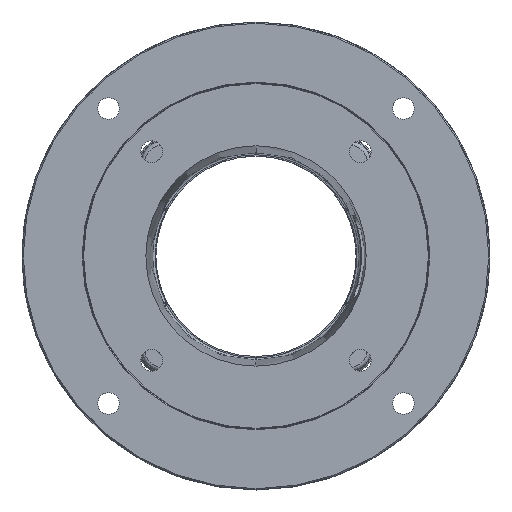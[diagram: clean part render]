
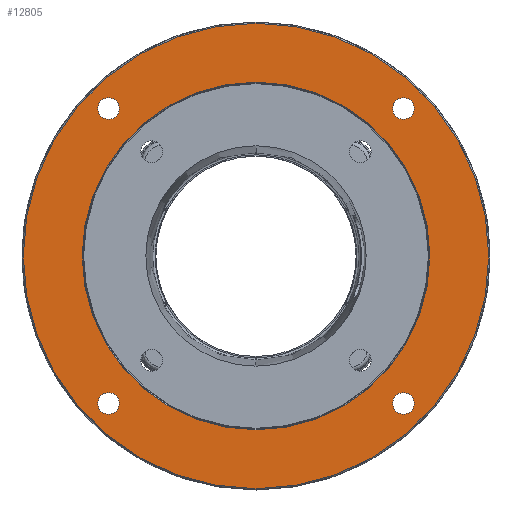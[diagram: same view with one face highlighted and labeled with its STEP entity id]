
A CAD part, top view. The second image highlights one B-rep face of the part: STEP entity #12805.
In plain terms, the highlighted planar face has unit normal (0, 0, 1).
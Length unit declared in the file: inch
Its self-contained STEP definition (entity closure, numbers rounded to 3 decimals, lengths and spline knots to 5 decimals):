
#35=CARTESIAN_POINT('',(0.,0.,-0.08));
#36=DIRECTION('',(0.,0.,1.));
#37=DIRECTION('',(0.,1.,0.));
#38=AXIS2_PLACEMENT_3D('',#35,#36,#37);
#44=CARTESIAN_POINT('',(0.,0.,-0.08));
#45=DIRECTION('',(0.,0.,-1.));
#46=DIRECTION('',(0.,1.,0.));
#47=AXIS2_PLACEMENT_3D('',#44,#45,#46);
#781=CARTESIAN_POINT('',(-3.62392,3.62392,-0.08));
#782=DIRECTION('',(0.,0.,-1.));
#783=DIRECTION('',(-0.707,0.707,0.));
#784=AXIS2_PLACEMENT_3D('',#781,#782,#783);
#786=CARTESIAN_POINT('',(-3.62392,3.62392,-0.08));
#787=DIRECTION('',(0.,0.,-1.));
#788=DIRECTION('',(0.707,-0.707,0.));
#789=AXIS2_PLACEMENT_3D('',#786,#787,#788);
#791=CARTESIAN_POINT('',(-3.62392,-3.62392,-0.08));
#792=DIRECTION('',(0.,0.,-1.));
#793=DIRECTION('',(-0.707,-0.707,0.));
#794=AXIS2_PLACEMENT_3D('',#791,#792,#793);
#796=CARTESIAN_POINT('',(-3.62392,-3.62392,-0.08));
#797=DIRECTION('',(0.,0.,-1.));
#798=DIRECTION('',(0.707,0.707,0.));
#799=AXIS2_PLACEMENT_3D('',#796,#797,#798);
#801=CARTESIAN_POINT('',(3.62392,-3.62392,-0.08));
#802=DIRECTION('',(0.,0.,-1.));
#803=DIRECTION('',(0.707,-0.707,0.));
#804=AXIS2_PLACEMENT_3D('',#801,#802,#803);
#806=CARTESIAN_POINT('',(3.62392,-3.62392,-0.08));
#807=DIRECTION('',(0.,0.,-1.));
#808=DIRECTION('',(-0.707,0.707,0.));
#809=AXIS2_PLACEMENT_3D('',#806,#807,#808);
#811=CARTESIAN_POINT('',(3.62392,3.62392,-0.08));
#812=DIRECTION('',(0.,0.,-1.));
#813=DIRECTION('',(0.707,0.707,0.));
#814=AXIS2_PLACEMENT_3D('',#811,#812,#813);
#816=CARTESIAN_POINT('',(3.62392,3.62392,-0.08));
#817=DIRECTION('',(0.,0.,-1.));
#818=DIRECTION('',(-0.707,-0.707,0.));
#819=AXIS2_PLACEMENT_3D('',#816,#817,#818);
#821=CARTESIAN_POINT('',(0.,0.,-0.08));
#822=DIRECTION('',(0.,0.,1.));
#823=DIRECTION('',(0.,1.,0.));
#824=AXIS2_PLACEMENT_3D('',#821,#822,#823);
#826=CARTESIAN_POINT('',(0.,0.,-0.08));
#827=DIRECTION('',(0.,0.,1.));
#828=DIRECTION('',(0.,-1.,0.));
#829=AXIS2_PLACEMENT_3D('',#826,#827,#828);
#11382=CARTESIAN_POINT('',(0.,5.72,-0.08));
#11383=CARTESIAN_POINT('',(0.,-5.72,-0.08));
#11384=VERTEX_POINT('',#11382);
#11385=VERTEX_POINT('',#11383);
#11406=CARTESIAN_POINT('',(-3.81131,3.81131,-0.08));
#11407=CARTESIAN_POINT('',(-3.43654,3.43654,-0.08));
#11408=VERTEX_POINT('',#11406);
#11409=VERTEX_POINT('',#11407);
#11450=CARTESIAN_POINT('',(-3.81131,-3.81131,-0.08));
#11451=CARTESIAN_POINT('',(-3.43654,-3.43654,-0.08));
#11452=VERTEX_POINT('',#11450);
#11453=VERTEX_POINT('',#11451);
#11458=CARTESIAN_POINT('',(3.81131,-3.81131,-0.08));
#11459=CARTESIAN_POINT('',(3.43654,-3.43654,-0.08));
#11460=VERTEX_POINT('',#11458);
#11461=VERTEX_POINT('',#11459);
#11466=CARTESIAN_POINT('',(3.81131,3.81131,-0.08));
#11467=CARTESIAN_POINT('',(3.43654,3.43654,-0.08));
#11468=VERTEX_POINT('',#11466);
#11469=VERTEX_POINT('',#11467);
#11486=CARTESIAN_POINT('',(0.,4.271,-0.08));
#11487=CARTESIAN_POINT('',(0.,-4.271,-0.08));
#11488=VERTEX_POINT('',#11486);
#11489=VERTEX_POINT('',#11487);
#12767=CARTESIAN_POINT('',(0.,0.,-0.08));
#12768=DIRECTION('',(0.,0.,1.));
#12769=DIRECTION('',(0.,1.,0.));
#12770=AXIS2_PLACEMENT_3D('',#12767,#12768,#12769);
#12771=PLANE('',#12770);
#12772=ORIENTED_EDGE('',*,*,#11700,.T.);
#12773=ORIENTED_EDGE('',*,*,#11685,.F.);
#12774=EDGE_LOOP('',(#12772,#12773));
#12775=FACE_OUTER_BOUND('',#12774,.F.);
#12777=ORIENTED_EDGE('',*,*,#12776,.F.);
#12779=ORIENTED_EDGE('',*,*,#12778,.F.);
#12780=EDGE_LOOP('',(#12777,#12779));
#12781=FACE_BOUND('',#12780,.F.);
#12783=ORIENTED_EDGE('',*,*,#12782,.F.);
#12785=ORIENTED_EDGE('',*,*,#12784,.F.);
#12786=EDGE_LOOP('',(#12783,#12785));
#12787=FACE_BOUND('',#12786,.F.);
#12789=ORIENTED_EDGE('',*,*,#12788,.F.);
#12791=ORIENTED_EDGE('',*,*,#12790,.F.);
#12792=EDGE_LOOP('',(#12789,#12791));
#12793=FACE_BOUND('',#12792,.F.);
#12795=ORIENTED_EDGE('',*,*,#12794,.F.);
#12797=ORIENTED_EDGE('',*,*,#12796,.F.);
#12798=EDGE_LOOP('',(#12795,#12797));
#12799=FACE_BOUND('',#12798,.F.);
#12801=ORIENTED_EDGE('',*,*,#12800,.T.);
#12802=ORIENTED_EDGE('',*,*,#12757,.T.);
#12803=EDGE_LOOP('',(#12801,#12802));
#12804=FACE_BOUND('',#12803,.F.);
#12805=ADVANCED_FACE('',(#12775,#12781,#12787,#12793,#12799,#12804),#12771,.T.);
#39=CIRCLE('',#38,5.72);
#48=CIRCLE('',#47,5.72);
#785=CIRCLE('',#784,0.265);
#790=CIRCLE('',#789,0.265);
#795=CIRCLE('',#794,0.265);
#800=CIRCLE('',#799,0.265);
#805=CIRCLE('',#804,0.265);
#810=CIRCLE('',#809,0.265);
#815=CIRCLE('',#814,0.265);
#820=CIRCLE('',#819,0.265);
#825=CIRCLE('',#824,4.271);
#830=CIRCLE('',#829,4.271);
#11685=EDGE_CURVE('',#11384,#11385,#39,.T.);
#11700=EDGE_CURVE('',#11384,#11385,#48,.T.);
#12757=EDGE_CURVE('',#11489,#11488,#830,.T.);
#12776=EDGE_CURVE('',#11408,#11409,#785,.T.);
#12778=EDGE_CURVE('',#11409,#11408,#790,.T.);
#12782=EDGE_CURVE('',#11452,#11453,#795,.T.);
#12784=EDGE_CURVE('',#11453,#11452,#800,.T.);
#12788=EDGE_CURVE('',#11460,#11461,#805,.T.);
#12790=EDGE_CURVE('',#11461,#11460,#810,.T.);
#12794=EDGE_CURVE('',#11468,#11469,#815,.T.);
#12796=EDGE_CURVE('',#11469,#11468,#820,.T.);
#12800=EDGE_CURVE('',#11488,#11489,#825,.T.);
